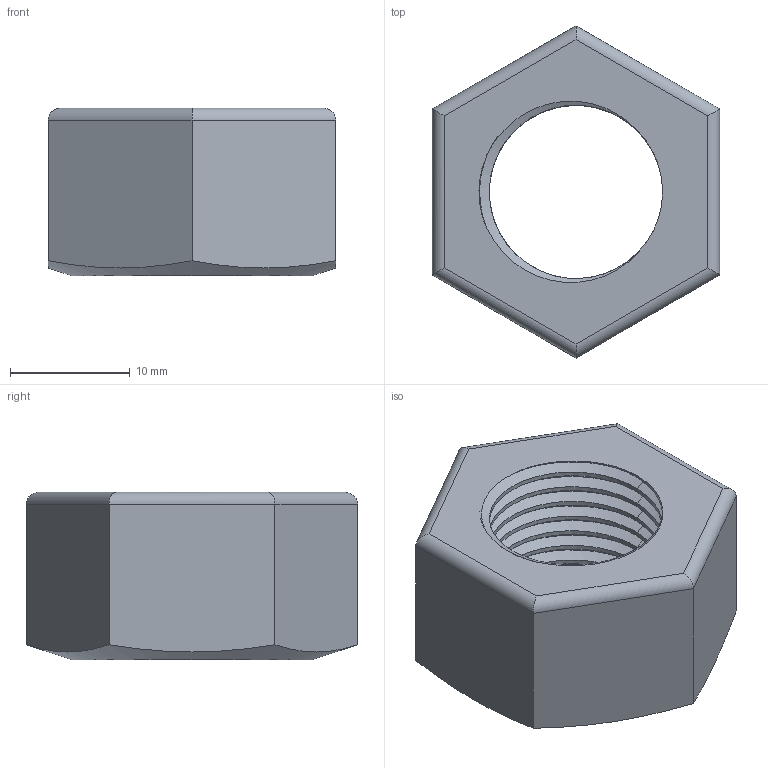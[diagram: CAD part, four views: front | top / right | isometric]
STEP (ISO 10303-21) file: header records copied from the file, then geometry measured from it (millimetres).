
FILE_DESCRIPTION(('FreeCAD Model'),'2;1');
FILE_NAME('Open CASCADE Shape Model','2025-12-20T03:59:13',(''),(''), 'Open CASCADE STEP processor 7.8','FreeCAD','Unknown');
FILE_SCHEMA(('AUTOMOTIVE_DESIGN { 1 0 10303 214 1 1 1 1 }'));
Length unit declared in the file: millimetre
Products named in the file (2): Part; Nut
Assembly tree (1 placements, depth 2):
  Part
    Nut
Bounding box: 24 x 27.71 x 14 mm (x, y, z)
Volume: 4337.8 mm3; surface area: 2807.9 mm2
Topology: 1 solids, 1 shells, 57 faces, 122 edges, 67 vertices
Faces by surface type: bspline 31, cylinder 17, plane 8, cone 1
Full cylindrical faces by diameter (mm): 14.476 x9
Entity records: 4730 total; most frequent: CARTESIAN_POINT 3739, ORIENTED_EDGE 244, EDGE_CURVE 122, DIRECTION 119, VERTEX_POINT 67, FACE_BOUND 59, EDGE_LOOP 59, ADVANCED_FACE 57
